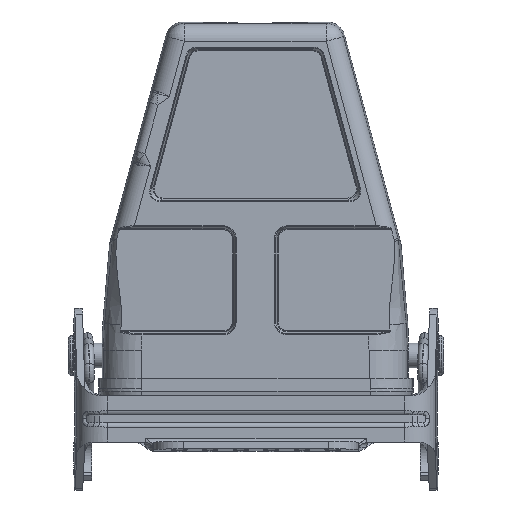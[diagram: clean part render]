
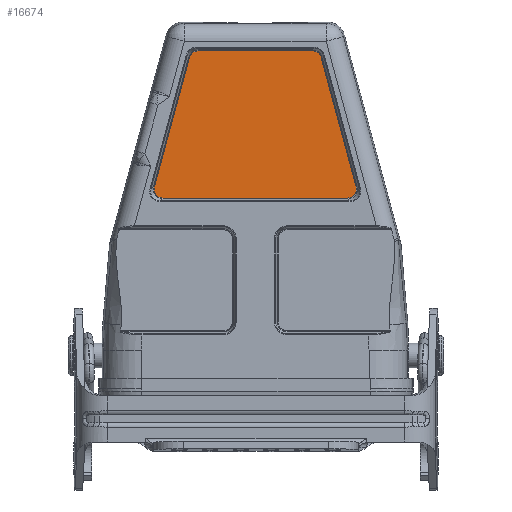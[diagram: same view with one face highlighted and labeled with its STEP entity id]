
A CAD part, front view. The second image highlights one B-rep face of the part: STEP entity #16674.
In plain terms, the highlighted planar face has unit normal (0, -1, 0).
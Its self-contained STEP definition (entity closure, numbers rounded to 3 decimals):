
#1502=PLANE('',#35814);
#1994=FACE_OUTER_BOUND('',#19353,.T.);
#3124=LINE('',#49200,#5406);
#3125=LINE('',#49205,#5407);
#3126=LINE('',#49209,#5408);
#3127=LINE('',#49213,#5409);
#5406=VECTOR('',#38988,1.);
#5407=VECTOR('',#38991,1.);
#5408=VECTOR('',#38994,1.);
#5409=VECTOR('',#38997,1.);
#16674=ADVANCED_FACE('',(#1994),#1502,.F.);
#19353=EDGE_LOOP('',(#21206,#21207,#21208,#21209,#21210,#21211,#21212,#21213));
#21206=ORIENTED_EDGE('',*,*,#30946,.T.);
#21207=ORIENTED_EDGE('',*,*,#30947,.T.);
#21208=ORIENTED_EDGE('',*,*,#30948,.T.);
#21209=ORIENTED_EDGE('',*,*,#30949,.T.);
#21210=ORIENTED_EDGE('',*,*,#30950,.T.);
#21211=ORIENTED_EDGE('',*,*,#30951,.T.);
#21212=ORIENTED_EDGE('',*,*,#30952,.T.);
#21213=ORIENTED_EDGE('',*,*,#30953,.T.);
#26070=VERTEX_POINT('',#49201);
#26071=VERTEX_POINT('',#49202);
#26072=VERTEX_POINT('',#49204);
#26073=VERTEX_POINT('',#49206);
#26074=VERTEX_POINT('',#49208);
#26075=VERTEX_POINT('',#49210);
#26076=VERTEX_POINT('',#49212);
#26077=VERTEX_POINT('',#49214);
#30946=EDGE_CURVE('',#26070,#26071,#3124,.T.);
#30947=EDGE_CURVE('',#26071,#26072,#35079,.T.);
#30948=EDGE_CURVE('',#26072,#26073,#3125,.T.);
#30949=EDGE_CURVE('',#26073,#26074,#35080,.T.);
#30950=EDGE_CURVE('',#26074,#26075,#3126,.T.);
#30951=EDGE_CURVE('',#26075,#26076,#35081,.T.);
#30952=EDGE_CURVE('',#26076,#26077,#3127,.T.);
#30953=EDGE_CURVE('',#26077,#26070,#35082,.T.);
#35079=ELLIPSE('',#35810,2.156,1.85);
#35080=ELLIPSE('',#35811,2.156,1.85);
#35081=ELLIPSE('',#35812,2.035,1.85);
#35082=ELLIPSE('',#35813,2.035,1.85);
#35810=AXIS2_PLACEMENT_3D('',#49203,#38989,#38990);
#35811=AXIS2_PLACEMENT_3D('',#49207,#38992,#38993);
#35812=AXIS2_PLACEMENT_3D('',#49211,#38995,#38996);
#35813=AXIS2_PLACEMENT_3D('',#49215,#38998,#38999);
#35814=AXIS2_PLACEMENT_3D('',#49216,#39000,#39001);
#38988=DIRECTION('',(-0.261,0.,-0.965));
#38989=DIRECTION('',(0.,-1.,0.));
#38990=DIRECTION('',(0.794,0.,0.608));
#38991=DIRECTION('',(1.,0.,0.));
#38992=DIRECTION('',(0.,-1.,0.));
#38993=DIRECTION('',(-0.794,0.,0.608));
#38994=DIRECTION('',(-0.261,0.,0.965));
#38995=DIRECTION('',(0.,-1.,0.));
#38996=DIRECTION('',(-0.608,0.,-0.794));
#38997=DIRECTION('',(-1.,0.,0.));
#38998=DIRECTION('',(0.,-1.,0.));
#38999=DIRECTION('',(0.608,0.,-0.794));
#39000=DIRECTION('',(0.,1.,0.));
#39001=DIRECTION('',(0.,0.,-1.));
#49200=CARTESIAN_POINT('',(-19.702,-20.199,-7.505));
#49201=CARTESIAN_POINT('',(-12.867,-20.199,17.746));
#49202=CARTESIAN_POINT('',(-19.719,-20.199,-7.566));
#49203=CARTESIAN_POINT('',(-17.74,-20.199,-7.789));
#49204=CARTESIAN_POINT('',(-18.041,-20.199,-9.758));
#49205=CARTESIAN_POINT('',(14.999,-20.199,-9.758));
#49206=CARTESIAN_POINT('',(18.041,-20.199,-9.758));
#49207=CARTESIAN_POINT('',(17.74,-20.199,-7.789));
#49208=CARTESIAN_POINT('',(19.719,-20.199,-7.566));
#49209=CARTESIAN_POINT('',(13.244,-20.199,16.351));
#49210=CARTESIAN_POINT('',(12.867,-20.199,17.746));
#49211=CARTESIAN_POINT('',(11.012,-20.199,17.062));
#49212=CARTESIAN_POINT('',(11.189,-20.199,19.03));
#49213=CARTESIAN_POINT('',(-11.152,-20.199,19.03));
#49214=CARTESIAN_POINT('',(-11.189,-20.199,19.03));
#49215=CARTESIAN_POINT('',(-11.013,-20.199,17.062));
#49216=CARTESIAN_POINT('',(14.999,-20.199,16.826));
